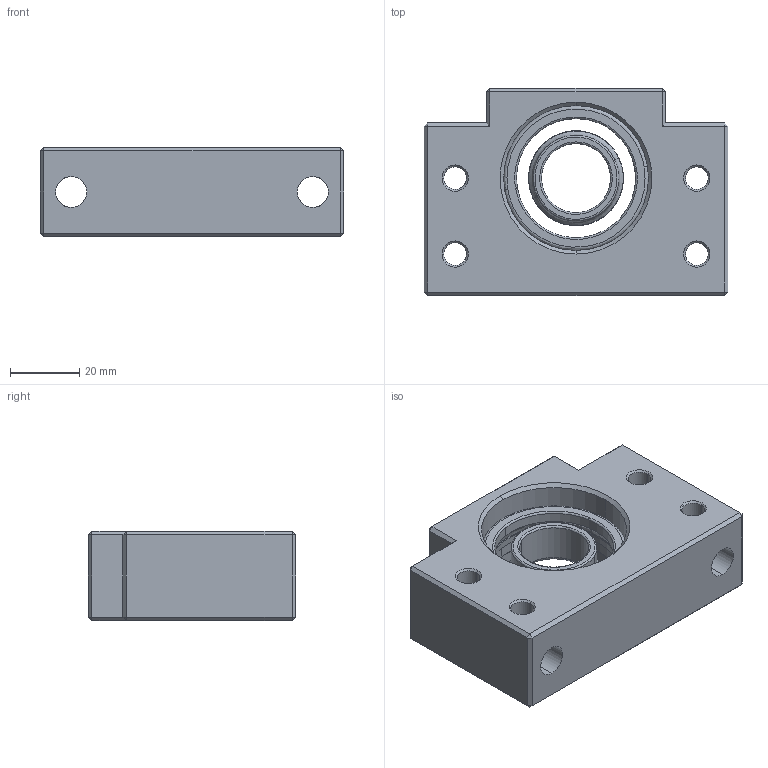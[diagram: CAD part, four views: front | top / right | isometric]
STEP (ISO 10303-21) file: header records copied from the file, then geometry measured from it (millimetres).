
FILE_DESCRIPTION (( 'STEP AP214' ), '1' );
FILE_NAME ('BFN20-Rollco.step', '2023-04-27T09:35:17', ( '' ), ( '' ), 'SwSTEP 2.0', 'SolidWorks 2010', '' );
FILE_SCHEMA (( 'AUTOMOTIVE_DESIGN' ));
Length unit declared in the file: millimetre
Products named in the file (4): BF20; 7004_Outer_Ring; 7004_Inner_Ring; BFN20-Rollco
Assembly tree (3 placements, depth 2):
  BFN20-Rollco
    BF20
    7004_Inner_Ring
    7004_Outer_Ring
Bounding box: 88 x 60 x 26 mm (x, y, z)
Volume: 87562 mm3; surface area: 27068 mm2
Topology: 3 solids, 3 shells, 140 faces, 356 edges, 216 vertices
Faces by surface type: plane 50, cylinder 38, cone 26, bspline 26
Entity records: 5170 total; most frequent: CARTESIAN_POINT 1700, ORIENTED_EDGE 712, DIRECTION 698, EDGE_CURVE 356, AXIS2_PLACEMENT_3D 270, VERTEX_POINT 216, EDGE_LOOP 160, VECTOR 158
